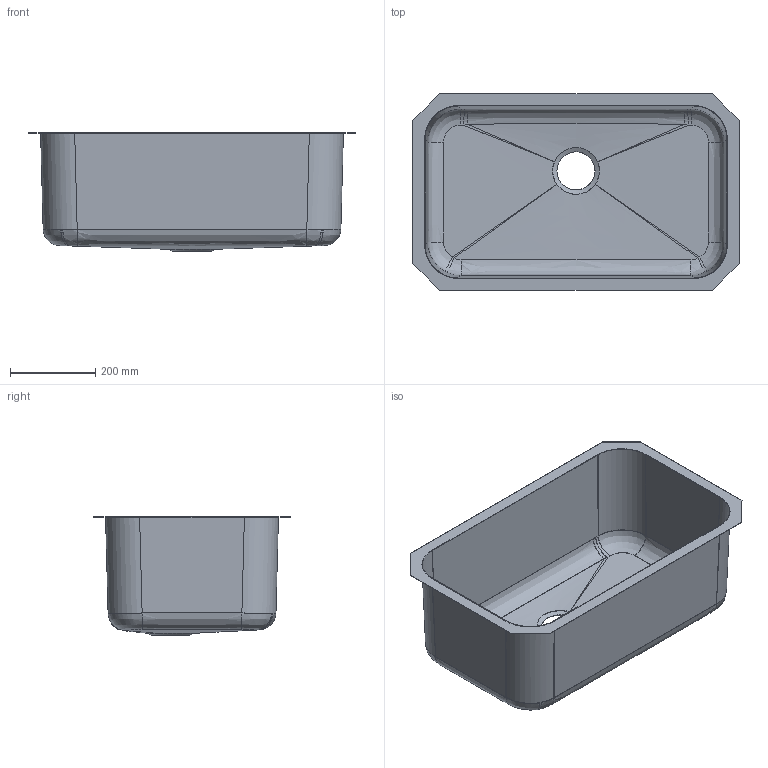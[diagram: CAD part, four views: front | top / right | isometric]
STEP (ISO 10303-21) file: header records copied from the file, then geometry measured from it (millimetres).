
FILE_DESCRIPTION(/* description */ (''),/* implementation_level */ '2;1');
FILE_NAME(/* name */ '768 462',/* time_stamp */ '2020-03-09T10:58:51+08:00',/* author */ (''),/* organization */ (''),/* preprocessor_version */ 'ST-DEVELOPER v9',/* originating_system */ 'UGS - NX 4.0',/* authorisation */ '');
FILE_SCHEMA (('AUTOMOTIVE_DESIGN { 1 0 10303 214 1 1 1 1 }'));
Length unit declared in the file: millimetre
Products named in the file (1): Admi6435wihj
Bounding box: 767 x 462 x 279 mm (x, y, z)
Volume: 839826.5 mm3; surface area: 1687314.9 mm2
Topology: 2 solids, 2 shells, 87 faces, 249 edges, 158 vertices
Faces by surface type: bspline 50, plane 24, cylinder 12, extrusion 1
Entity records: 4896 total; most frequent: CARTESIAN_POINT 3059, ORIENTED_EDGE 470, EDGE_CURVE 235, DIRECTION 235, VERTEX_POINT 155, B_SPLINE_CURVE_WITH_KNOTS 122, EDGE_LOOP 94, ADVANCED_FACE 87
